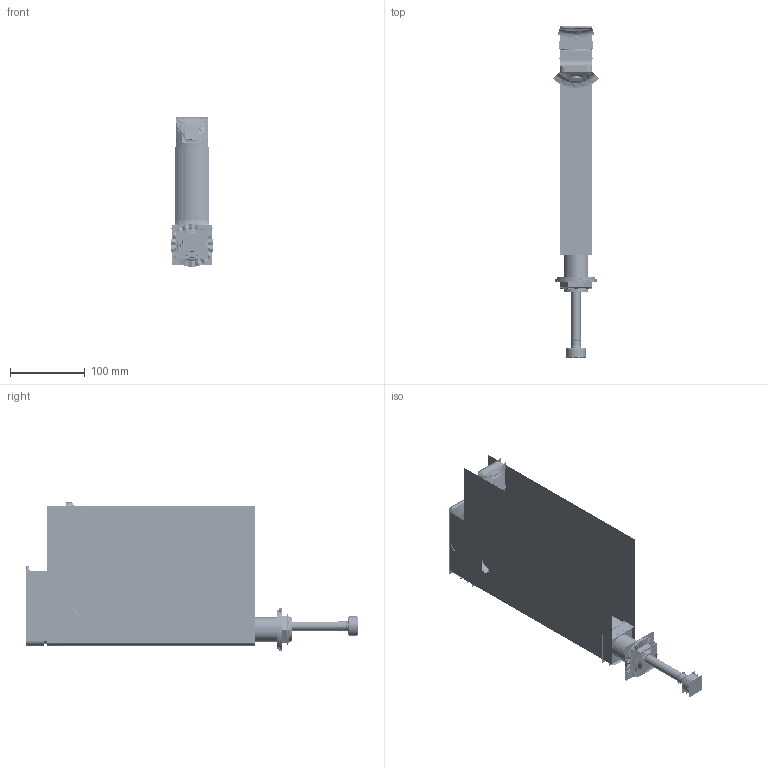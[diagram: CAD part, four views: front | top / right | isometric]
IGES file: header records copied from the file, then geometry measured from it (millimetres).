
Start section:  PTC IGES file: FFAS1308-101500BF0.igs
Global section: file name: FFAS1308-101500BF0.igs; native system: Creo Parametric by PTC Inc.; preprocessor: 2015200; author: 10114211; organization: Unknown; date: 20180809.170546; units: millimetre
Bounding box: 61.66 x 444.36 x 200.52 mm (x, y, z)
Volume: 432880.9 mm3; surface area: 3161266.3 mm2
Topology: 40 solids, 56 shells, 6397 faces, 40425 edges, 56355 vertices
Faces by surface type: bspline 3480, revolution 2841, extrusion 76
